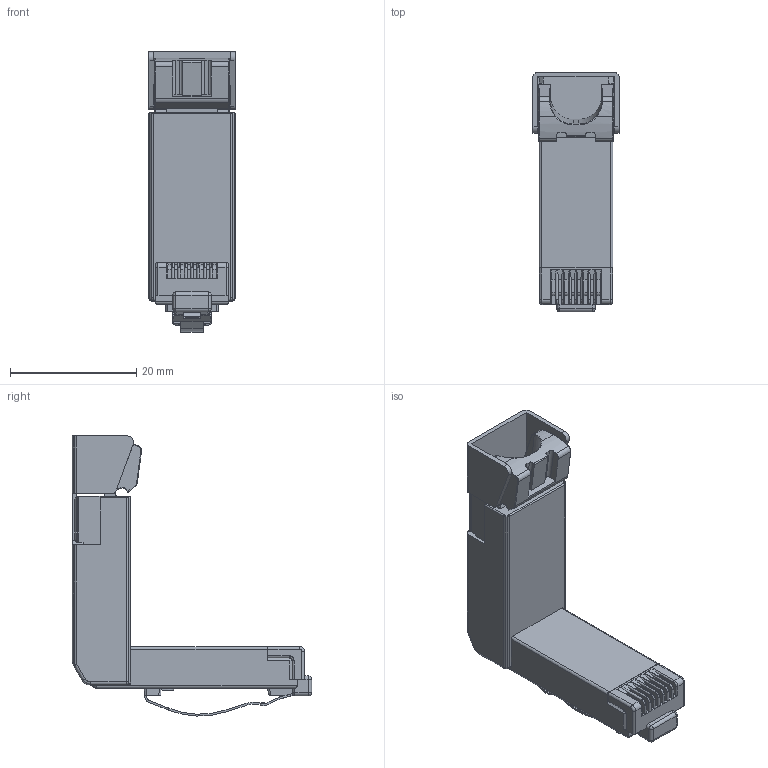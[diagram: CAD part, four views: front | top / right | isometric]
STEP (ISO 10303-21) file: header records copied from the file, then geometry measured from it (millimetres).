
FILE_DESCRIPTION (( 'STEP AP203' ), '1' );
FILE_NAME ('7000-74085-0000000.step', '2021-12-20T18:01:59', ( '' ), ( '' ), 'SwSTEP 2.0', 'SolidWorks 2021', '' );
FILE_SCHEMA (( 'CONFIG_CONTROL_DESIGN' ));
Length unit declared in the file: inch
Products named in the file (1): 7000-74085-0000000
Bounding box: 13.65 x 37.91 x 44.41 mm (x, y, z)
Volume: 6401 mm3; surface area: 4006.8 mm2
Topology: 1 solids, 1 shells, 507 faces, 1382 edges, 865 vertices
Faces by surface type: plane 226, cylinder 189, bspline 86, torus 4, cone 2
Entity records: 19396 total; most frequent: CARTESIAN_POINT 7058, ORIENTED_EDGE 2752, DIRECTION 2390, EDGE_CURVE 1376, VERTEX_POINT 865, VECTOR 826, LINE 826, AXIS2_PLACEMENT_3D 782
